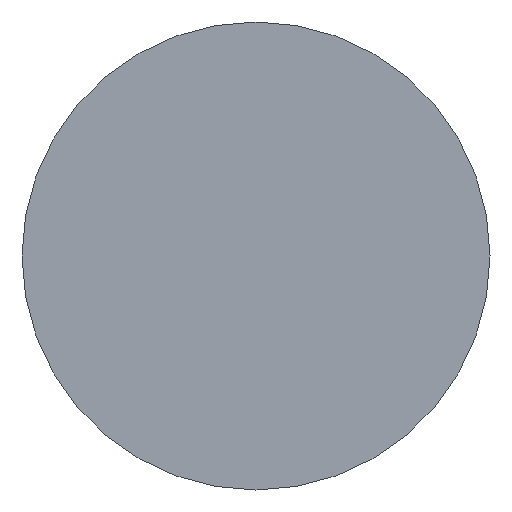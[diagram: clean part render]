
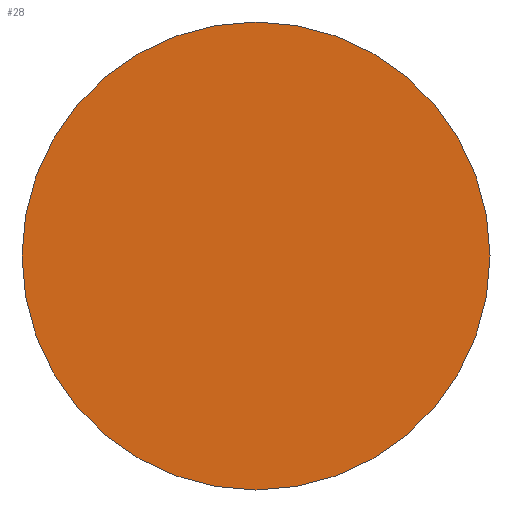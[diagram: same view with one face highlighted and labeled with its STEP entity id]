
A CAD part, left-side view. The second image highlights one B-rep face of the part: STEP entity #28.
In plain terms, the highlighted planar face has unit normal (-1, 0, 0).
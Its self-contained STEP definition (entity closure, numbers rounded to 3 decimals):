
#13 = AXIS2_PLACEMENT_3D ( 'NONE', #48, #119, #65 ) ;
#18 = CARTESIAN_POINT ( 'NONE',  ( -1.5, 0., 9. ) ) ;
#19 = DIRECTION ( 'NONE',  ( 0., 0., -1. ) ) ;
#28 = ADVANCED_FACE ( 'NONE', ( #35 ), #123, .F. ) ;
#33 = CIRCLE ( 'NONE', #13, 9. ) ;
#35 = FACE_OUTER_BOUND ( 'NONE', #124, .T. ) ;
#36 = DIRECTION ( 'NONE',  ( 1., 0., 0. ) ) ;
#42 = AXIS2_PLACEMENT_3D ( 'NONE', #43, #61, #19 ) ;
#43 = CARTESIAN_POINT ( 'NONE',  ( -1.5, 0., 0. ) ) ;
#44 = EDGE_CURVE ( 'NONE', #62, #78, #143, .T. ) ;
#46 = CARTESIAN_POINT ( 'NONE',  ( -1.5, 0., 0. ) ) ;
#48 = CARTESIAN_POINT ( 'NONE',  ( -1.5, 0., 0. ) ) ;
#61 = DIRECTION ( 'NONE',  ( 1., 0., 0. ) ) ;
#62 = VERTEX_POINT ( 'NONE', #18 ) ;
#65 = DIRECTION ( 'NONE',  ( 0., 0., -1. ) ) ;
#70 = EDGE_CURVE ( 'NONE', #78, #62, #33, .T. ) ;
#78 = VERTEX_POINT ( 'NONE', #113 ) ;
#89 = AXIS2_PLACEMENT_3D ( 'NONE', #46, #36, #126 ) ;
#113 = CARTESIAN_POINT ( 'NONE',  ( -1.5, 0., -9. ) ) ;
#119 = DIRECTION ( 'NONE',  ( 1., 0., 0. ) ) ;
#123 = PLANE ( 'NONE',  #42 ) ;
#124 = EDGE_LOOP ( 'NONE', ( #135, #165 ) ) ;
#126 = DIRECTION ( 'NONE',  ( 0., 0., -1. ) ) ;
#135 = ORIENTED_EDGE ( 'NONE', *, *, #44, .F. ) ;
#143 = CIRCLE ( 'NONE', #89, 9. ) ;
#165 = ORIENTED_EDGE ( 'NONE', *, *, #70, .F. ) ;
